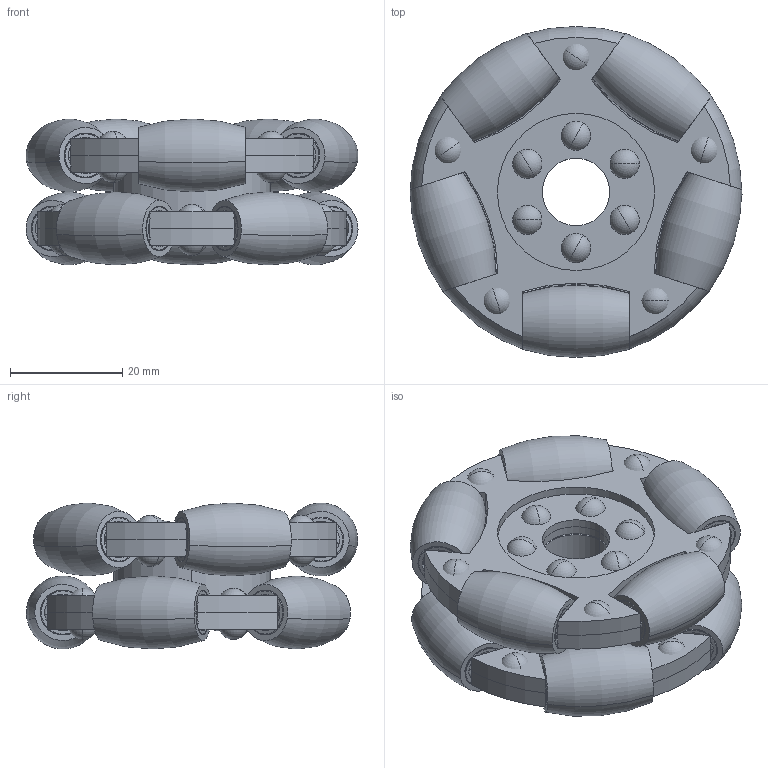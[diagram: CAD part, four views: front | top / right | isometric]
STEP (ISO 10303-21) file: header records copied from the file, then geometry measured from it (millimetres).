
FILE_DESCRIPTION (( 'STEP AP214' ), '1' );
FILE_NAME ('Omni Wheel.STEP', '2023-07-24T14:53:02', ( '' ), ( '' ), 'SwSTEP 2.0', 'SolidWorks 2022', '' );
FILE_SCHEMA (( 'AUTOMOTIVE_DESIGN' ));
Length unit declared in the file: millimetre
Products named in the file (10): Bush; rivet 02_din_DIN 660-3x22-St-A-16; Omni Wheel; Wheel; Side Plate; Roller Road; Rolller; instrument ball bearing_68_am_AFBMA 12.1.4.1 - 0030-8 - 8,SI,NC,8_68; rivet 02_din_DIN 660-3x10-St-A-5.5; Roller
Assembly tree (25 placements, depth 4):
  Omni Wheel
    Wheel  x2
      Side Plate
      Rolller
        Roller
        Roller Road
        instrument ball bearing_68_am_AFBMA 12.1.4.1 - 0030-8 - 8,SI,NC,8_68  x2
      rivet 02_din_DIN 660-3x10-St-A-5.5
    Bush
    rivet 02_din_DIN 660-3x22-St-A-16  x6
Bounding box: 59.13 x 58.98 x 25.98 mm (x, y, z)
Volume: 38556.4 mm3; surface area: 39126.2 mm2
Topology: 61 solids, 61 shells, 1190 faces, 2644 edges, 1608 vertices
Faces by surface type: cylinder 552, torus 324, plane 266, cone 48
Entity records: 5425 total; most frequent: DIRECTION 988, CARTESIAN_POINT 821, ORIENTED_EDGE 768, AXIS2_PLACEMENT_3D 415, EDGE_CURVE 384, VERTEX_POINT 248, CIRCLE 226, EDGE_LOOP 210
